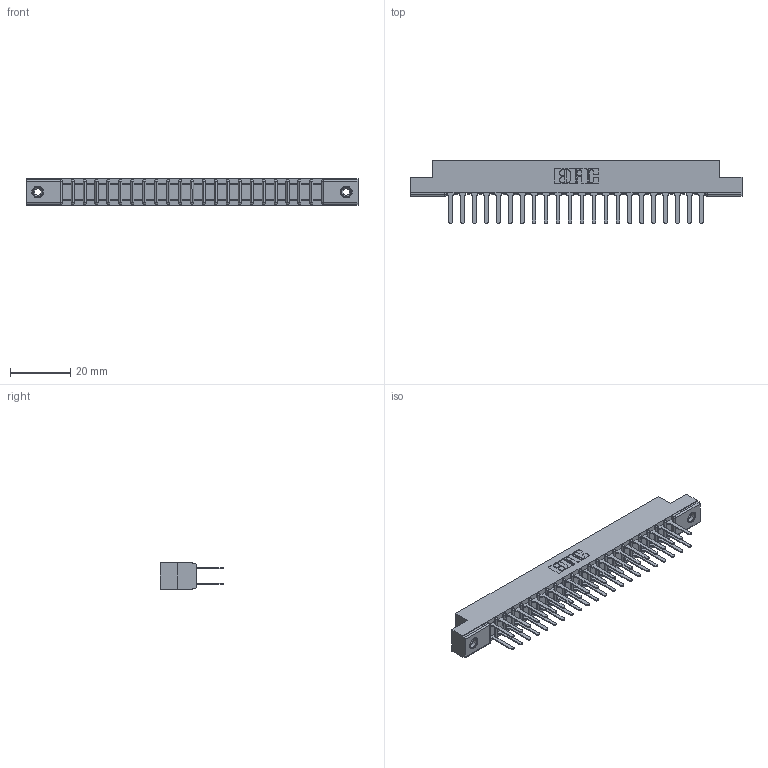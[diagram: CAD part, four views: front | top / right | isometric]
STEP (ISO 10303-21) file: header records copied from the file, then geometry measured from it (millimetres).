
FILE_DESCRIPTION (( 'STEP AP203' ), '1' );
FILE_NAME ('307-044-422-208.STEP', '2020-09-30T00:30:42', ( '' ), ( '' ), 'SwSTEP 2.0', 'SolidWorks 2020', '' );
FILE_SCHEMA (( 'CONFIG_CONTROL_DESIGN' ));
Length unit declared in the file: inch
Products named in the file (4): 307-044-422-208; 345-250-001_345-250-003-102; 307 Part_.156 Dia Mounting Holes; 307-290-001_522
Assembly tree (47 placements, depth 2):
  307-044-422-208
    307 Part_.156 Dia Mounting Holes
    307-290-001_522  x44
    345-250-001_345-250-003-102  x2
Bounding box: 110.19 x 21.11 x 8.71 mm (x, y, z)
Volume: 7295.5 mm3; surface area: 13403.4 mm2
Topology: 47 solids, 47 shells, 2225 faces, 6179 edges, 3990 vertices
Faces by surface type: plane 1466, cylinder 697, sphere 46, cone 12, torus 4
Entity records: 23183 total; most frequent: CARTESIAN_POINT 3781, ORIENTED_EDGE 3738, DIRECTION 3721, EDGE_CURVE 1869, LINE 1425, VECTOR 1425, VERTEX_POINT 1208, AXIS2_PLACEMENT_3D 1148
